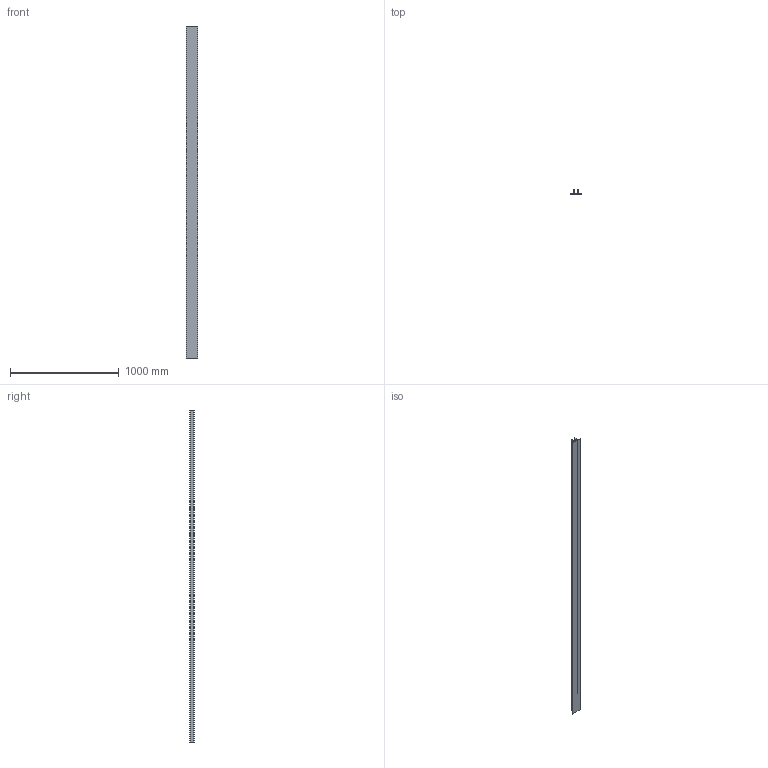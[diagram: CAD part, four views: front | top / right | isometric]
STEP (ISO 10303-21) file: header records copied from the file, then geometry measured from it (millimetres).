
FILE_DESCRIPTION((''),' ');
FILE_NAME('P1003.stp',' ',('Terry Dollhoff'),('Digital Brewery'),' ','ACIS 14.0',' ');
FILE_SCHEMA(('automotive_design'));
Length unit declared in the file: inch
Products named in the file (3): Part_10858
Bounding box: 102.39 x 43.94 x 3048 mm (x, y, z)
Volume: 1919491.1 mm3; surface area: 1260306 mm2
Topology: 1 solids, 1 shells, 34 faces, 96 edges, 65 vertices
Faces by surface type: plane 20, cylinder 14
Entity records: 2639 total; most frequent: DIRECTION 244, CARTESIAN_POINT 230, STYLED_ITEM 227, PRESENTATION_STYLE_ASSIGNMENT 227, COLOUR_RGB 227, ORIENTED_EDGE 192, CURVE_STYLE 128, DRAUGHTING_PRE_DEFINED_CURVE_FONT 128
